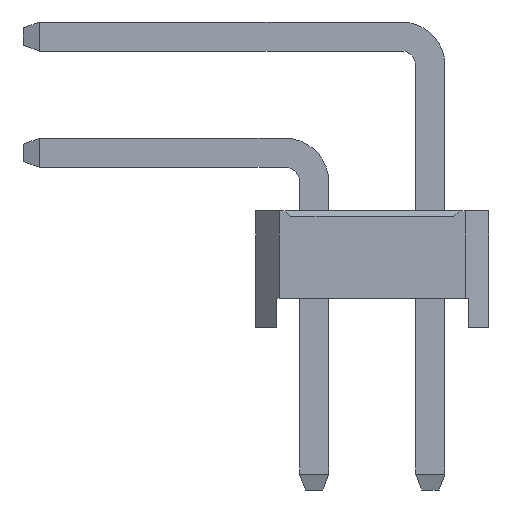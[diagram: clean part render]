
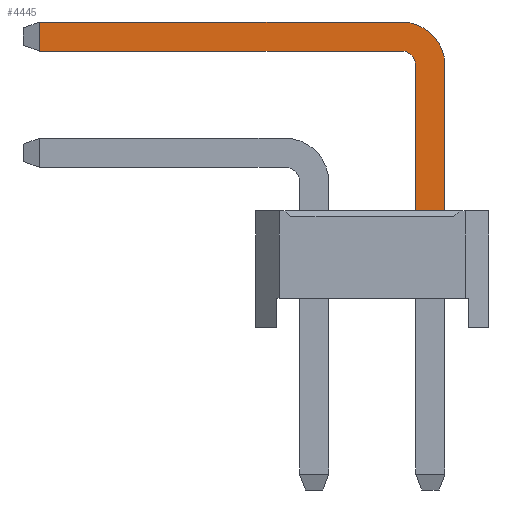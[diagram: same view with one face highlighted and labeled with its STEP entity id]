
A CAD part, left-side view. The second image highlights one B-rep face of the part: STEP entity #4445.
In plain terms, the highlighted planar face has unit normal (-1, 0, 0).
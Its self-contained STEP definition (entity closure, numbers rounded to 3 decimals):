
#4445=ADVANCED_FACE('',(#19481),#19483,.T.);
#19481=FACE_BOUND('',#19482,.T.);
#19482=EDGE_LOOP('',(#31657,#31658,#31659,#31660,#31661,#31662,#31663,#31664));
#19483=PLANE('',#19484);
#19484=AXIS2_PLACEMENT_3D('',#19485,#19486,#19487);
#19485=CARTESIAN_POINT('',(-0.25,-1.75,-2.8));
#19486=DIRECTION('',(-1.,0.,0.));
#19487=DIRECTION('',(0.,-1.,0.));
#31657=ORIENTED_EDGE('',*,*,#39153,.F.);
#31658=ORIENTED_EDGE('',*,*,#39154,.F.);
#31659=ORIENTED_EDGE('',*,*,#39155,.F.);
#31660=ORIENTED_EDGE('',*,*,#39156,.F.);
#31661=ORIENTED_EDGE('',*,*,#37269,.T.);
#31662=ORIENTED_EDGE('',*,*,#39152,.T.);
#31663=ORIENTED_EDGE('',*,*,#39157,.T.);
#31664=ORIENTED_EDGE('',*,*,#39158,.T.);
#37269=EDGE_CURVE('',#41947,#41945,#41948,.T.);
#39152=EDGE_CURVE('',#41945,#45180,#45182,.T.);
#39153=EDGE_CURVE('',#45183,#45184,#45185,.T.);
#39154=EDGE_CURVE('',#45186,#45183,#45187,.T.);
#39155=EDGE_CURVE('',#45188,#45186,#45189,.T.);
#39156=EDGE_CURVE('',#41947,#45188,#45190,.T.);
#39157=EDGE_CURVE('',#45180,#45191,#45192,.T.);
#39158=EDGE_CURVE('',#45191,#45184,#45193,.T.);
#41945=VERTEX_POINT('',#49702);
#41947=VERTEX_POINT('',#49706);
#41948=LINE('',#49707,#49708);
#45180=VERTEX_POINT('',#56825);
#45182=LINE('',#56829,#56830);
#45183=VERTEX_POINT('',#56832);
#45184=VERTEX_POINT('',#56833);
#45185=LINE('',#56834,#56835);
#45186=VERTEX_POINT('',#56837);
#45187=LINE('',#56838,#56839);
#45188=VERTEX_POINT('',#56841);
#45189=CIRCLE('',#56842,0.25);
#45190=LINE('',#56846,#56847);
#45191=VERTEX_POINT('',#56849);
#45192=CIRCLE('',#56850,0.75);
#45193=LINE('',#56854,#56855);
#49702=CARTESIAN_POINT('',(-0.25,-2.25,2.));
#49706=CARTESIAN_POINT('',(-0.25,-1.75,2.));
#49707=CARTESIAN_POINT('',(-0.25,-1.75,2.));
#49708=VECTOR('',#49709,1.);
#49709=DIRECTION('',(0.,-1.,0.));
#56825=CARTESIAN_POINT('',(-0.25,-2.25,4.5));
#56829=CARTESIAN_POINT('',(-0.25,-2.25,2.));
#56830=VECTOR('',#56831,1.);
#56831=DIRECTION('',(0.,0.,1.));
#56832=CARTESIAN_POINT('',(-0.25,4.725,4.75));
#56833=CARTESIAN_POINT('',(-0.25,4.725,5.25));
#56834=CARTESIAN_POINT('',(-0.25,4.725,4.75));
#56835=VECTOR('',#56836,1.);
#56836=DIRECTION('',(0.,0.,1.));
#56837=CARTESIAN_POINT('',(-0.25,-1.5,4.75));
#56838=CARTESIAN_POINT('',(-0.25,-1.5,4.75));
#56839=VECTOR('',#56840,1.);
#56840=DIRECTION('',(0.,1.,0.));
#56841=CARTESIAN_POINT('',(-0.25,-1.75,4.5));
#56842=AXIS2_PLACEMENT_3D('',#56843,#56844,#56845);
#56843=CARTESIAN_POINT('',(-0.25,-1.5,4.5));
#56844=DIRECTION('',(-1.,-0.,0.));
#56845=DIRECTION('',(0.,-1.,0.));
#56846=CARTESIAN_POINT('',(-0.25,-1.75,2.));
#56847=VECTOR('',#56848,1.);
#56848=DIRECTION('',(0.,0.,1.));
#56849=CARTESIAN_POINT('',(-0.25,-1.5,5.25));
#56850=AXIS2_PLACEMENT_3D('',#56851,#56852,#56853);
#56851=CARTESIAN_POINT('',(-0.25,-1.5,4.5));
#56852=DIRECTION('',(-1.,-0.,0.));
#56853=DIRECTION('',(0.,-1.,0.));
#56854=CARTESIAN_POINT('',(-0.25,-1.5,5.25));
#56855=VECTOR('',#56856,1.);
#56856=DIRECTION('',(0.,1.,0.));
